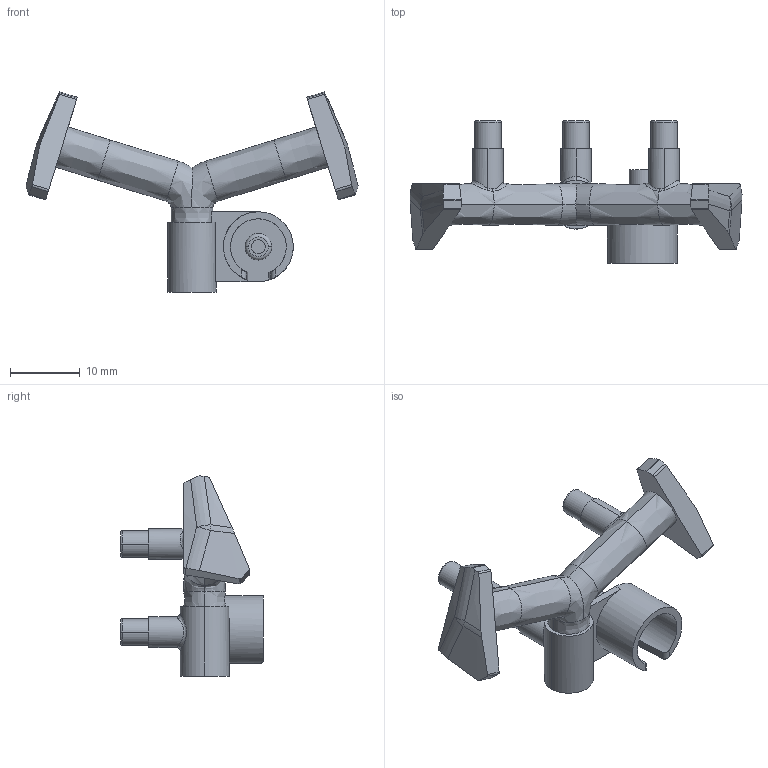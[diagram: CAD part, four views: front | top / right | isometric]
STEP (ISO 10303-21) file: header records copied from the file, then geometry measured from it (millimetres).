
FILE_DESCRIPTION((''),'2;1');
FILE_NAME('PART4','2023-05-16T18:46:18',('Mohammad Sabouri'),(''),'CREO PARAMETRIC BY PTC INC, 2022414','CREO PARAMETRIC BY PTC INC, 2022414','');
FILE_SCHEMA(('CONFIG_CONTROL_DESIGN'));
Length unit declared in the file: millimetre
Products named in the file (1): PART4
Bounding box: 47.51 x 20.4 x 28.67 mm (x, y, z)
Volume: 2663.2 mm3; surface area: 2924.7 mm2
Topology: 1 solids, 1 shells, 128 faces, 304 edges, 189 vertices
Faces by surface type: cylinder 44, plane 36, bspline 34, torus 10, sphere 2, cone 2
Entity records: 5280 total; most frequent: CARTESIAN_POINT 2520, ORIENTED_EDGE 608, DIRECTION 496, EDGE_CURVE 304, AXIS2_PLACEMENT_3D 201, VERTEX_POINT 189, EDGE_LOOP 139, FACE_OUTER_BOUND 128
